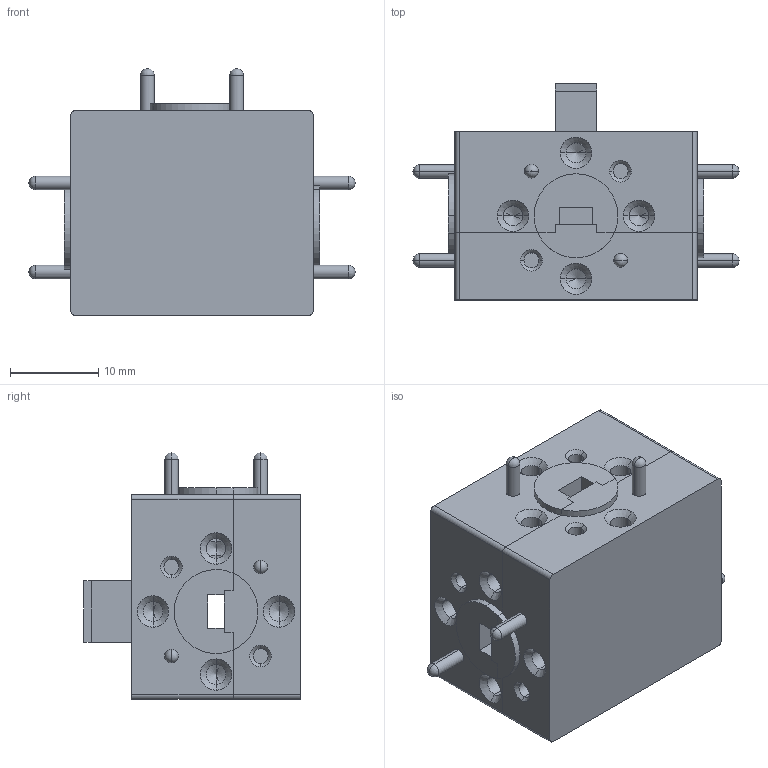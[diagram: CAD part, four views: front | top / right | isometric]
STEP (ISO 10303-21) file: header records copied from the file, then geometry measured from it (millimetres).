
FILE_DESCRIPTION (( 'STEP AP214' ), '1' );
FILE_NAME ('FMW15DV002_3D.step', '2024-09-09T14:31:03', ( '' ), ( '' ), 'SwSTEP 2.0', 'SolidWorks 2022', '' );
FILE_SCHEMA (( 'AUTOMOTIVE_DESIGN' ));
Length unit declared in the file: inch
Products named in the file (1): FMW15DV002_3D
Bounding box: 37 x 24.55 x 28 mm (x, y, z)
Volume: 11861 mm3; surface area: 4661.8 mm2
Topology: 1 solids, 1 shells, 193 faces, 464 edges, 266 vertices
Faces by surface type: cylinder 76, cone 60, plane 45, torus 12
Entity records: 5472 total; most frequent: DIRECTION 998, CARTESIAN_POINT 988, ORIENTED_EDGE 880, EDGE_CURVE 440, AXIS2_PLACEMENT_3D 388, VERTEX_POINT 266, LINE 222, VECTOR 222
